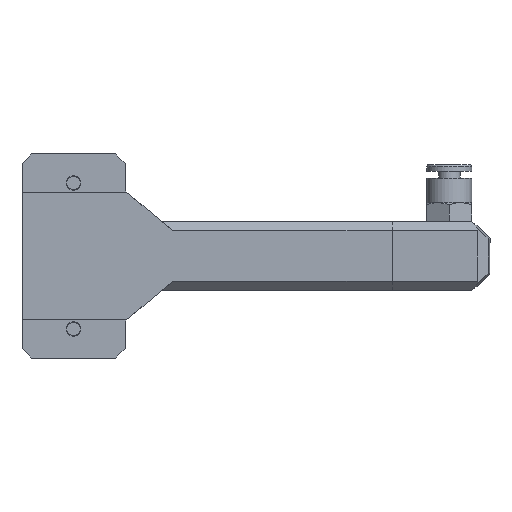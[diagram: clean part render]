
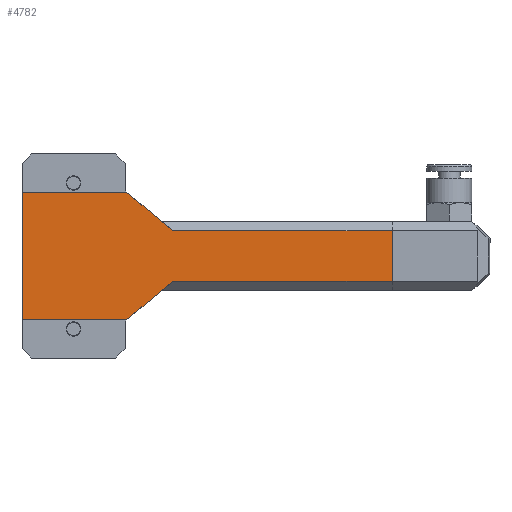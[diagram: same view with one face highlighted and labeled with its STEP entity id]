
A CAD part, front view. The second image highlights one B-rep face of the part: STEP entity #4782.
In plain terms, the highlighted face is planar.
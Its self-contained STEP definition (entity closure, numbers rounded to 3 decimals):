
#399=PLANE('',#5187);
#596=FACE_OUTER_BOUND('',#918,.T.);
#918=EDGE_LOOP('',(#3601,#3602,#3603,#3604,#3605,#3606,#3607,#3608));
#1223=LINE('',#7018,#1566);
#1317=LINE('',#7794,#1660);
#1330=LINE('',#7919,#1673);
#1332=LINE('',#7923,#1675);
#1333=LINE('',#7926,#1676);
#1334=LINE('',#7928,#1677);
#1335=LINE('',#7930,#1678);
#1336=LINE('',#7931,#1679);
#1566=VECTOR('',#5651,10.);
#1660=VECTOR('',#5863,10.);
#1673=VECTOR('',#5896,10.);
#1675=VECTOR('',#5900,10.);
#1676=VECTOR('',#5903,10.);
#1677=VECTOR('',#5904,10.);
#1678=VECTOR('',#5905,10.);
#1679=VECTOR('',#5906,10.);
#2120=VERTEX_POINT('',#7015);
#2121=VERTEX_POINT('',#7017);
#2229=VERTEX_POINT('',#7782);
#2234=VERTEX_POINT('',#7792);
#2253=VERTEX_POINT('',#7921);
#2254=VERTEX_POINT('',#7925);
#2255=VERTEX_POINT('',#7927);
#2256=VERTEX_POINT('',#7929);
#2601=EDGE_CURVE('',#2121,#2120,#1223,.F.);
#2752=EDGE_CURVE('',#2234,#2229,#1317,.T.);
#2780=EDGE_CURVE('',#2121,#2234,#1330,.T.);
#2782=EDGE_CURVE('',#2253,#2120,#1332,.T.);
#2783=EDGE_CURVE('',#2253,#2254,#1333,.F.);
#2784=EDGE_CURVE('',#2254,#2255,#1334,.T.);
#2785=EDGE_CURVE('',#2255,#2256,#1335,.F.);
#2786=EDGE_CURVE('',#2229,#2256,#1336,.T.);
#3601=ORIENTED_EDGE('',*,*,#2752,.F.);
#3602=ORIENTED_EDGE('',*,*,#2780,.F.);
#3603=ORIENTED_EDGE('',*,*,#2601,.T.);
#3604=ORIENTED_EDGE('',*,*,#2782,.F.);
#3605=ORIENTED_EDGE('',*,*,#2783,.T.);
#3606=ORIENTED_EDGE('',*,*,#2784,.T.);
#3607=ORIENTED_EDGE('',*,*,#2785,.T.);
#3608=ORIENTED_EDGE('',*,*,#2786,.F.);
#4782=ADVANCED_FACE('',(#596),#399,.F.);
#5187=AXIS2_PLACEMENT_3D('',#7924,#5901,#5902);
#5651=DIRECTION('',(0.,0.,1.));
#5863=DIRECTION('',(-0.767,0.,0.641));
#5896=DIRECTION('',(-1.,0.,0.));
#5900=DIRECTION('',(1.,0.,0.));
#5901=DIRECTION('center_axis',(0.,-1.,0.));
#5902=DIRECTION('ref_axis',(0.,0.,
1.));
#5903=DIRECTION('',(0.767,0.,0.641));
#5904=DIRECTION('',(-1.,0.,0.));
#5905=DIRECTION('',(0.,0.,-1.));
#5906=DIRECTION('',(-1.,0.,0.));
#7015=CARTESIAN_POINT('',(-118.345,274.269,261.626));
#7017=CARTESIAN_POINT('',(-118.345,274.269,272.996));
#7018=CARTESIAN_POINT('',(-118.345,274.269,269.408));
#7782=CARTESIAN_POINT('',(-177.536,274.269,281.52));
#7792=CARTESIAN_POINT('',(-167.333,274.269,272.996));
#7794=CARTESIAN_POINT('',(-162.05,274.269,268.582));
#7919=CARTESIAN_POINT('',(-146.637,274.269,272.996));
#7921=CARTESIAN_POINT('',(-167.333,274.269,261.626));
#7923=CARTESIAN_POINT('',(-146.637,274.269,261.626));
#7924=CARTESIAN_POINT('Origin',(-146.637,274.269,271.504));
#7925=CARTESIAN_POINT('',(-177.536,274.269,253.103));
#7926=CARTESIAN_POINT('',(-162.05,274.269,266.041));
#7927=CARTESIAN_POINT('',(-200.895,274.269,253.103));
#7928=CARTESIAN_POINT('',(-168.018,274.269,253.103));
#7929=CARTESIAN_POINT('',(-200.895,274.269,281.52));
#7930=CARTESIAN_POINT('',(-200.895,274.269,271.504));
#7931=CARTESIAN_POINT('',(-146.637,274.269,281.52));
